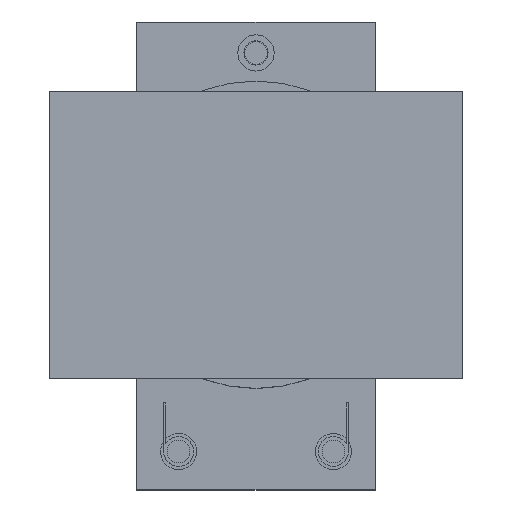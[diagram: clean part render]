
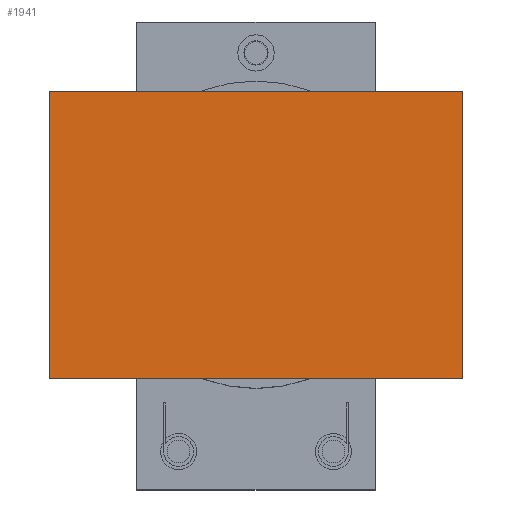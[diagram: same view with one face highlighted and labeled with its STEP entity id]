
A CAD part, top view. The second image highlights one B-rep face of the part: STEP entity #1941.
In plain terms, the highlighted planar face has unit normal (0, 0, 1).
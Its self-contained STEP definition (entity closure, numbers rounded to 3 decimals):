
#1941 = ADVANCED_FACE('',(#1942),#1976,.T.);
#1942 = FACE_BOUND('',#1943,.T.);
#1943 = EDGE_LOOP('',(#1944,#1954,#1962,#1970));
#1944 = ORIENTED_EDGE('',*,*,#1945,.T.);
#1945 = EDGE_CURVE('',#1946,#1948,#1950,.T.);
#1946 = VERTEX_POINT('',#1947);
#1947 = CARTESIAN_POINT('',(-13.646,9.5,12.75));
#1948 = VERTEX_POINT('',#1949);
#1949 = CARTESIAN_POINT('',(-13.646,-9.5,12.75));
#1950 = LINE('',#1951,#1952);
#1951 = CARTESIAN_POINT('',(-13.646,0.,12.75)
  );
#1952 = VECTOR('',#1953,1.);
#1953 = DIRECTION('',(0.,-1.,0.));
#1954 = ORIENTED_EDGE('',*,*,#1955,.T.);
#1955 = EDGE_CURVE('',#1948,#1956,#1958,.T.);
#1956 = VERTEX_POINT('',#1957);
#1957 = CARTESIAN_POINT('',(13.654,-9.5,12.75));
#1958 = LINE('',#1959,#1960);
#1959 = CARTESIAN_POINT('',(0.004,-9.5,12.75));
#1960 = VECTOR('',#1961,1.);
#1961 = DIRECTION('',(1.,0.,0.));
#1962 = ORIENTED_EDGE('',*,*,#1963,.T.);
#1963 = EDGE_CURVE('',#1956,#1964,#1966,.T.);
#1964 = VERTEX_POINT('',#1965);
#1965 = CARTESIAN_POINT('',(13.654,9.5,12.75));
#1966 = LINE('',#1967,#1968);
#1967 = CARTESIAN_POINT('',(13.654,0.,12.75)
  );
#1968 = VECTOR('',#1969,1.);
#1969 = DIRECTION('',(0.,1.,0.));
#1970 = ORIENTED_EDGE('',*,*,#1971,.T.);
#1971 = EDGE_CURVE('',#1964,#1946,#1972,.T.);
#1972 = LINE('',#1973,#1974);
#1973 = CARTESIAN_POINT('',(0.004,9.5,12.75));
#1974 = VECTOR('',#1975,1.);
#1975 = DIRECTION('',(-1.,0.,0.));
#1976 = PLANE('',#1977);
#1977 = AXIS2_PLACEMENT_3D('',#1978,#1979,#1980);
#1978 = CARTESIAN_POINT('',(0.004,0.,
    12.75));
#1979 = DIRECTION('',(0.,0.,1.));
#1980 = DIRECTION('',(1.,0.,0.));
